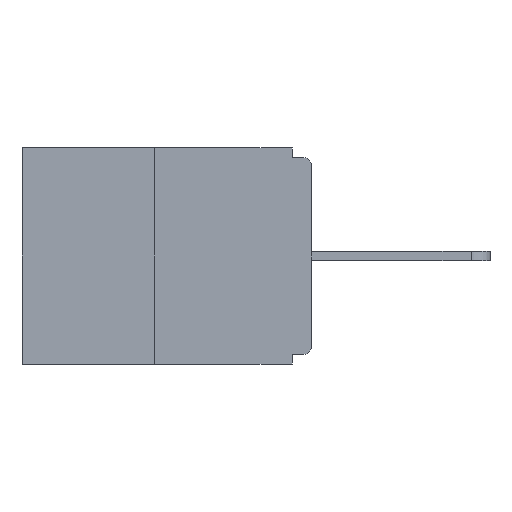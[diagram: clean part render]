
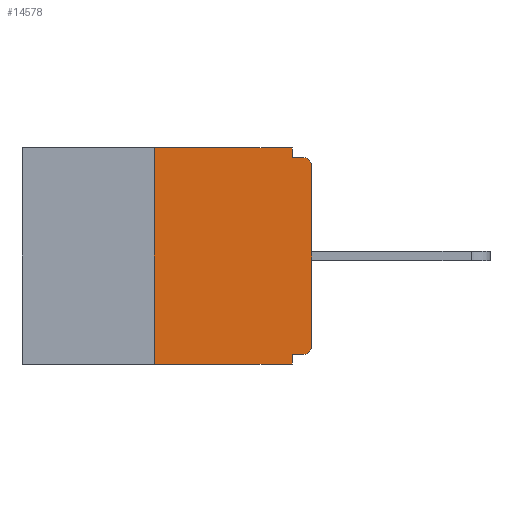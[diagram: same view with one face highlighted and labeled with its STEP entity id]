
A CAD part, left-side view. The second image highlights one B-rep face of the part: STEP entity #14578.
In plain terms, the highlighted planar face has unit normal (-1, 0, 0).
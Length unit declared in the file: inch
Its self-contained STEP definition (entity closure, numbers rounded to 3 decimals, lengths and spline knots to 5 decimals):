
#8 = LINE ( 'NONE', #8721, #12141 ) ;
#371 = VERTEX_POINT ( 'NONE', #2575 ) ;
#485 = LINE ( 'NONE', #9039, #3426 ) ;
#641 = DIRECTION ( 'NONE',  ( 0., 0., -1. ) ) ;
#673 = LINE ( 'NONE', #4265, #9841 ) ;
#714 = VERTEX_POINT ( 'NONE', #7321 ) ;
#831 = VERTEX_POINT ( 'NONE', #1566 ) ;
#900 = VERTEX_POINT ( 'NONE', #13133 ) ;
#970 = DIRECTION ( 'NONE',  ( 0., 0., -1. ) ) ;
#1011 = CARTESIAN_POINT ( 'NONE',  ( 0., 0.015, -0.03 ) ) ;
#1390 = CIRCLE ( 'NONE', #5721, 0.015 ) ;
#1548 = DIRECTION ( 'NONE',  ( 0., -1., 0. ) ) ;
#1566 = CARTESIAN_POINT ( 'NONE',  ( 0., 0.015, -0.015 ) ) ;
#1709 = VECTOR ( 'NONE', #7847, 39.37008 ) ;
#1763 = VERTEX_POINT ( 'NONE', #4757 ) ;
#1781 = CARTESIAN_POINT ( 'NONE',  ( 0., 0.25, -0.343 ) ) ;
#1978 = EDGE_CURVE ( 'NONE', #714, #831, #12838, .T. ) ;
#2575 = CARTESIAN_POINT ( 'NONE',  ( 0., 0.031, -0.343 ) ) ;
#2777 = DIRECTION ( 'NONE',  ( 0., -1., 0. ) ) ;
#2850 = EDGE_LOOP ( 'NONE', ( #12382, #12424, #12794, #12845, #13071, #13279, #13570, #13717, #7887, #4541 ) ) ;
#3426 = VECTOR ( 'NONE', #7833, 39.37008 ) ;
#3619 = EDGE_CURVE ( 'NONE', #1763, #5860, #1390, .T. ) ;
#3688 = DIRECTION ( 'NONE',  ( 0., 1., 0. ) ) ;
#3749 = VECTOR ( 'NONE', #1548, 39.37008 ) ;
#3900 = CARTESIAN_POINT ( 'NONE',  ( 0., 0., -0.015 ) ) ;
#3983 = CARTESIAN_POINT ( 'NONE',  ( 0., 0.46, 0. ) ) ;
#4163 = DIRECTION ( 'NONE',  ( -1., 0., 0. ) ) ;
#4258 = VECTOR ( 'NONE', #3688, 39.37008 ) ;
#4265 = CARTESIAN_POINT ( 'NONE',  ( 0., 0.031, -0.343 ) ) ;
#4541 = ORIENTED_EDGE ( 'NONE', *, *, #11881, .F. ) ;
#4622 = FACE_OUTER_BOUND ( 'NONE', #2850, .T. ) ;
#4757 = CARTESIAN_POINT ( 'NONE',  ( 0., 0.015, -0.328 ) ) ;
#4862 = CARTESIAN_POINT ( 'NONE',  ( 0., 0., -0.328 ) ) ;
#4949 = CARTESIAN_POINT ( 'NONE',  ( 0., 0.25, 0. ) ) ;
#5012 = LINE ( 'NONE', #4949, #8187 ) ;
#5188 = EDGE_CURVE ( 'NONE', #7499, #831, #14174, .T. ) ;
#5711 = VERTEX_POINT ( 'NONE', #12387 ) ;
#5721 = AXIS2_PLACEMENT_3D ( 'NONE', #6995, #9427, #9410 ) ;
#5822 = DIRECTION ( 'NONE',  ( 1., 0., 0. ) ) ;
#5860 = VERTEX_POINT ( 'NONE', #7009 ) ;
#6703 = AXIS2_PLACEMENT_3D ( 'NONE', #12623, #5822, #14685 ) ;
#6802 = VERTEX_POINT ( 'NONE', #7814 ) ;
#6995 = CARTESIAN_POINT ( 'NONE',  ( 0., 0.015, -0.313 ) ) ;
#7009 = CARTESIAN_POINT ( 'NONE',  ( 0., 0., -0.313 ) ) ;
#7059 = PLANE ( 'NONE',  #6703 ) ;
#7321 = CARTESIAN_POINT ( 'NONE',  ( 0., 0., -0.03 ) ) ;
#7499 = VERTEX_POINT ( 'NONE', #14427 ) ;
#7814 = CARTESIAN_POINT ( 'NONE',  ( 0., 0.031, 0. ) ) ;
#7833 = DIRECTION ( 'NONE',  ( 0., 0., -1. ) ) ;
#7847 = DIRECTION ( 'NONE',  ( 0., 0., 1. ) ) ;
#7887 = ORIENTED_EDGE ( 'NONE', *, *, #5188, .F. ) ;
#8187 = VECTOR ( 'NONE', #8513, 39.37008 ) ;
#8396 = EDGE_CURVE ( 'NONE', #1763, #900, #13302, .T. ) ;
#8513 = DIRECTION ( 'NONE',  ( 0., 0., 1. ) ) ;
#8721 = CARTESIAN_POINT ( 'NONE',  ( 0., 0.46, -0.343 ) ) ;
#8844 = VECTOR ( 'NONE', #14116, 39.37008 ) ;
#9039 = CARTESIAN_POINT ( 'NONE',  ( 0., 0.031, 0. ) ) ;
#9410 = DIRECTION ( 'NONE',  ( 0., 0., -1. ) ) ;
#9427 = DIRECTION ( 'NONE',  ( -1., 0., 0. ) ) ;
#9841 = VECTOR ( 'NONE', #641, 39.37008 ) ;
#9988 = LINE ( 'NONE', #3983, #3749 ) ;
#11027 = LINE ( 'NONE', #14331, #1709 ) ;
#11280 = VERTEX_POINT ( 'NONE', #1781 ) ;
#11336 = EDGE_CURVE ( 'NONE', #5860, #714, #11027, .T. ) ;
#11881 = EDGE_CURVE ( 'NONE', #6802, #7499, #485, .T. ) ;
#12141 = VECTOR ( 'NONE', #2777, 39.37008 ) ;
#12382 = ORIENTED_EDGE ( 'NONE', *, *, #13280, .F. ) ;
#12387 = CARTESIAN_POINT ( 'NONE',  ( 0., 0.25, 0. ) ) ;
#12424 = ORIENTED_EDGE ( 'NONE', *, *, #13985, .F. ) ;
#12589 = EDGE_CURVE ( 'NONE', #900, #371, #673, .T. ) ;
#12623 = CARTESIAN_POINT ( 'NONE',  ( 0., 0.46, 0. ) ) ;
#12794 = ORIENTED_EDGE ( 'NONE', *, *, #13292, .T. ) ;
#12838 = CIRCLE ( 'NONE', #14077, 0.015 ) ;
#12845 = ORIENTED_EDGE ( 'NONE', *, *, #12589, .F. ) ;
#13071 = ORIENTED_EDGE ( 'NONE', *, *, #8396, .F. ) ;
#13133 = CARTESIAN_POINT ( 'NONE',  ( 0., 0.031, -0.328 ) ) ;
#13279 = ORIENTED_EDGE ( 'NONE', *, *, #3619, .T. ) ;
#13280 = EDGE_CURVE ( 'NONE', #5711, #6802, #9988, .T. ) ;
#13292 = EDGE_CURVE ( 'NONE', #11280, #371, #8, .T. ) ;
#13302 = LINE ( 'NONE', #4862, #4258 ) ;
#13570 = ORIENTED_EDGE ( 'NONE', *, *, #11336, .T. ) ;
#13717 = ORIENTED_EDGE ( 'NONE', *, *, #1978, .T. ) ;
#13985 = EDGE_CURVE ( 'NONE', #11280, #5711, #5012, .T. ) ;
#14077 = AXIS2_PLACEMENT_3D ( 'NONE', #1011, #4163, #970 ) ;
#14116 = DIRECTION ( 'NONE',  ( 0., -1., 0. ) ) ;
#14174 = LINE ( 'NONE', #3900, #8844 ) ;
#14331 = CARTESIAN_POINT ( 'NONE',  ( 0., 0., 0. ) ) ;
#14427 = CARTESIAN_POINT ( 'NONE',  ( 0., 0.031, -0.015 ) ) ;
#14578 = ADVANCED_FACE ( 'NONE', ( #4622 ), #7059, .F. ) ;
#14685 = DIRECTION ( 'NONE',  ( 0., 0., -1. ) ) ;
